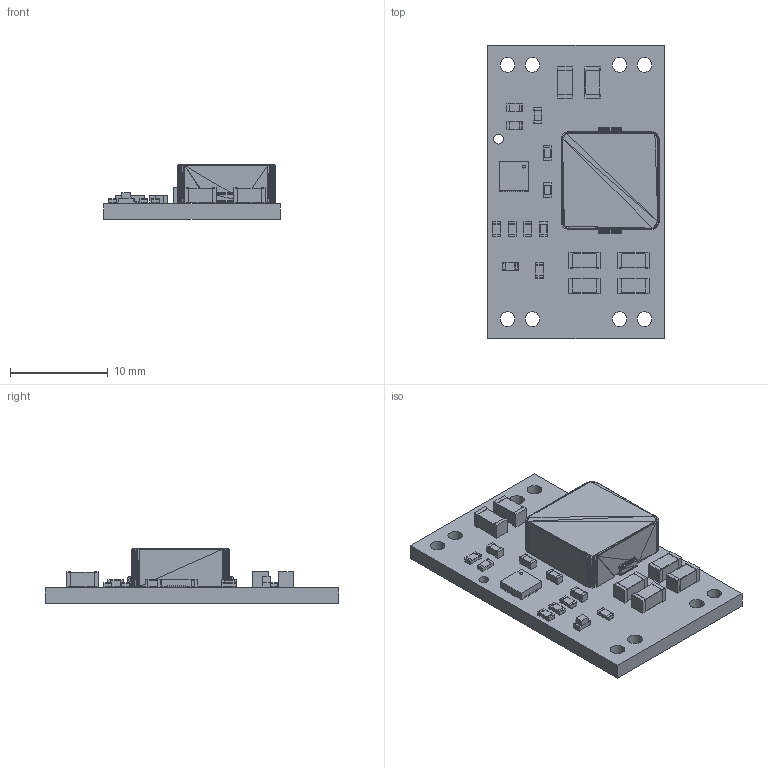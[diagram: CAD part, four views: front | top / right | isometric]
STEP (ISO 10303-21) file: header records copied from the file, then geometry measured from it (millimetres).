
FILE_DESCRIPTION(('KiCad electronic assembly'),'2;1');
FILE_NAME('Open CASCADE Shape Model','2022-05-06T18:44:10',('Pcbnew'),( 'Kicad'),'Open CASCADE STEP processor 7.6','KiCad to STEP converter' ,'Unknown');
FILE_SCHEMA(('AUTOMOTIVE_DESIGN_CC2 { 1 2 10303 214 -1 1 5 4 }'));
Length unit declared in the file: millimetre
Products named in the file (16): kicad_module_3D_MINI560 1; R_0603_1608Metric; SOLID; C_1206_3216Metric; C_0603_1608Metric; VQFN-20-3x3mm; COMPOUND; LED_0603_1608Metric; 10x10mm; SHELL; kicad_module_3D_MINI560 PCB
Assembly tree (28 placements, depth 3):
  kicad_module_3D_MINI560 1
    R_0603_1608Metric  x6
      SOLID
    C_1206_3216Metric  x6
      SOLID
    C_0603_1608Metric  x4
      SOLID
    VQFN-20-3x3mm
      COMPOUND
    LED_0603_1608Metric
      SOLID
    10x10mm
      SHELL
      SHELL
      SHELL
    kicad_module_3D_MINI560 PCB
Bounding box: 18 x 30 x 5.62 mm (x, y, z)
Volume: 901.2 mm3; surface area: 1917.9 mm2
Topology: 40 solids, 43 shells, 1438 faces, 2923 edges, 1594 vertices
Faces by surface type: bspline 1423, cylinder 9, plane 6
Full cylindrical faces by diameter (mm): 1 x1, 1.5 x8
Entity records: 24272 total; most frequent: CARTESIAN_POINT 9465, ORIENTED_EDGE 4014, EDGE_CURVE 2007, B_SPLINE_CURVE_WITH_KNOTS 1886, FACE_BOUND 1109, EDGE_LOOP 1109, ADVANCED_FACE 1084, B_SPLINE_SURFACE_WITH_KNOTS 1028
